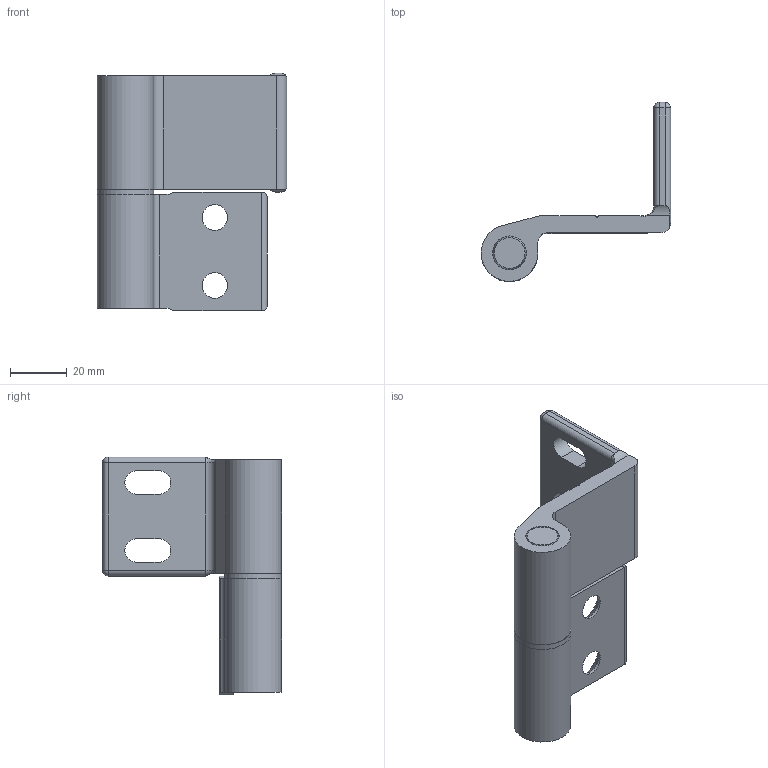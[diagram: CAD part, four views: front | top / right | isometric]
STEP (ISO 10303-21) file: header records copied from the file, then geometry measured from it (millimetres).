
FILE_DESCRIPTION(/* description */ ('KriTec Scharnier 8 Al mit Öffnungswinkel'),/* implementation_level */ '2;1');
FILE_NAME(/* name */ '13685_KriTec_Scharnier_8_Al_mit_Öffnungswinkel.stp',/* time_stamp */ '2019-04-08T12:07:10+02:00',/* author */ ('Nell'),/* organization */ (''),/* preprocessor_version */ 'ST-DEVELOPER v17',/* originating_system */ 'Autodesk Inventor 2018',/* authorisation */ '');
FILE_SCHEMA (('AUTOMOTIVE_DESIGN { 1 0 10303 214 3 1 1 }'));
Length unit declared in the file: millimetre
Products named in the file (5): 13685; ME1200060_B; ME1200061_B; ME1200050_A; ME1200055_A
Assembly tree (4 placements, depth 2):
  13685
    ME1200060_B
    ME1200061_B
    ME1200050_A
    ME1200055_A
Bounding box: 66.9 x 63.2 x 84 mm (x, y, z)
Volume: 55288.5 mm3; surface area: 24883.7 mm2
Topology: 4 solids, 4 shells, 83 faces, 212 edges, 133 vertices
Faces by surface type: cylinder 40, plane 31, cone 4, torus 4, sphere 4
Full cylindrical faces by diameter (mm): 9 x2, 11.5 x2, 12 x4, 20 x1
Entity records: 2746 total; most frequent: CARTESIAN_POINT 503, DIRECTION 473, ORIENTED_EDGE 416, EDGE_CURVE 208, AXIS2_PLACEMENT_3D 181, VERTEX_POINT 133, LINE 111, VECTOR 111
